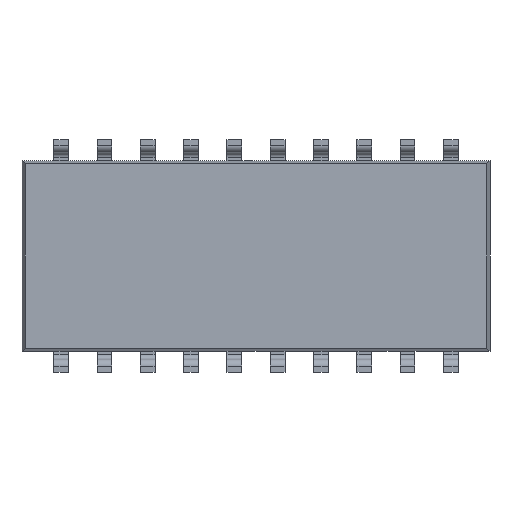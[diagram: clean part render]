
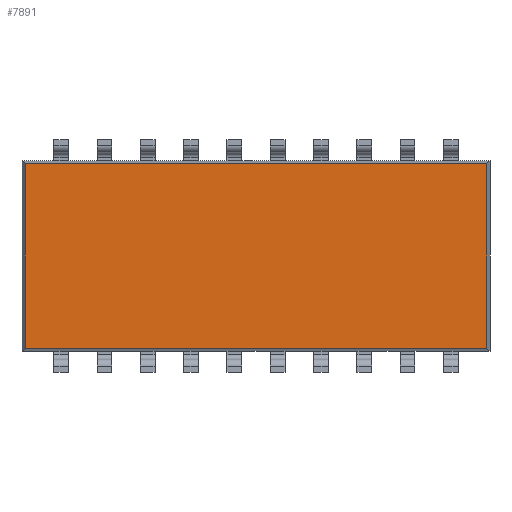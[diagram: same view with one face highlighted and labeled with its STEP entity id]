
A CAD part, front view. The second image highlights one B-rep face of the part: STEP entity #7891.
In plain terms, the highlighted planar face has unit normal (0, -1, 0).
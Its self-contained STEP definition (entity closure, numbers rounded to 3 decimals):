
#197 = VERTEX_POINT ( 'NONE', #3193 ) ;
#382 = FACE_OUTER_BOUND ( 'NONE', #10366, .T. ) ;
#569 = DIRECTION ( 'NONE',  ( 0., 0., -1. ) ) ;
#1266 = VERTEX_POINT ( 'NONE', #3131 ) ;
#1583 = CARTESIAN_POINT ( 'NONE',  ( 0., -0.507, 0. ) ) ;
#2088 = VECTOR ( 'NONE', #10783, 1000. ) ;
#2500 = VERTEX_POINT ( 'NONE', #9682 ) ;
#2602 = VERTEX_POINT ( 'NONE', #10657 ) ;
#2836 = CARTESIAN_POINT ( 'NONE',  ( -6.764, -0.507, -2.795 ) ) ;
#3131 = CARTESIAN_POINT ( 'NONE',  ( -6.764, -0.507, 2.699 ) ) ;
#3193 = CARTESIAN_POINT ( 'NONE',  ( -6.764, -0.507, -2.699 ) ) ;
#3381 = PLANE ( 'NONE',  #11385 ) ;
#4667 = DIRECTION ( 'NONE',  ( 0., 0., -1. ) ) ;
#4724 = LINE ( 'NONE', #2836, #10901 ) ;
#5298 = CARTESIAN_POINT ( 'NONE',  ( 6.764, -0.507, 2.795 ) ) ;
#5460 = DIRECTION ( 'NONE',  ( -1., 0., 0. ) ) ;
#6148 = LINE ( 'NONE', #5298, #2088 ) ;
#7054 = ORIENTED_EDGE ( 'NONE', *, *, #10522, .T. ) ;
#7252 = ORIENTED_EDGE ( 'NONE', *, *, #10148, .T. ) ;
#7470 = EDGE_CURVE ( 'NONE', #2500, #1266, #11052, .T. ) ;
#7679 = VECTOR ( 'NONE', #7823, 1000. ) ;
#7823 = DIRECTION ( 'NONE',  ( 1., 0., 0. ) ) ;
#7891 = ADVANCED_FACE ( 'NONE', ( #382 ), #3381, .T. ) ;
#8636 = EDGE_CURVE ( 'NONE', #197, #2602, #11398, .T. ) ;
#9682 = CARTESIAN_POINT ( 'NONE',  ( 6.764, -0.507, 2.699 ) ) ;
#9965 = ORIENTED_EDGE ( 'NONE', *, *, #7470, .T. ) ;
#10148 = EDGE_CURVE ( 'NONE', #2602, #2500, #6148, .T. ) ;
#10366 = EDGE_LOOP ( 'NONE', ( #12000, #7252, #9965, #7054 ) ) ;
#10415 = VECTOR ( 'NONE', #5460, 1000. ) ;
#10499 = CARTESIAN_POINT ( 'NONE',  ( 6.86, -0.507, -2.699 ) ) ;
#10522 = EDGE_CURVE ( 'NONE', #1266, #197, #4724, .T. ) ;
#10657 = CARTESIAN_POINT ( 'NONE',  ( 6.764, -0.507, -2.699 ) ) ;
#10738 = DIRECTION ( 'NONE',  ( 0., -1., 0. ) ) ;
#10783 = DIRECTION ( 'NONE',  ( 0., 0., 1. ) ) ;
#10901 = VECTOR ( 'NONE', #4667, 1000. ) ;
#11052 = LINE ( 'NONE', #11111, #10415 ) ;
#11111 = CARTESIAN_POINT ( 'NONE',  ( -6.86, -0.507, 2.699 ) ) ;
#11385 = AXIS2_PLACEMENT_3D ( 'NONE', #1583, #10738, #569 ) ;
#11398 = LINE ( 'NONE', #10499, #7679 ) ;
#12000 = ORIENTED_EDGE ( 'NONE', *, *, #8636, .T. ) ;
